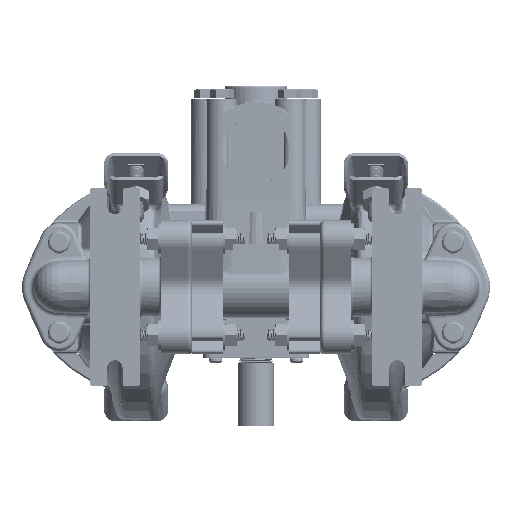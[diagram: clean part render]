
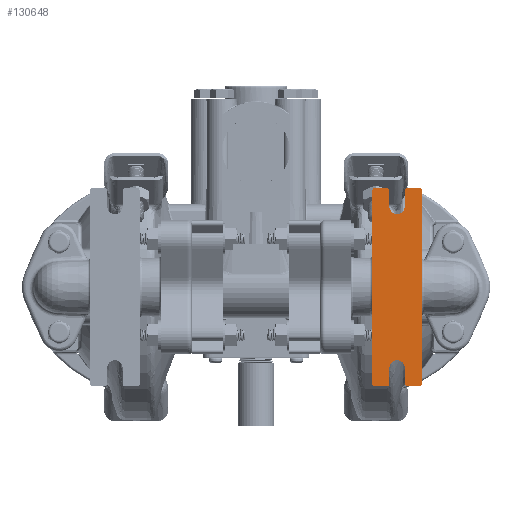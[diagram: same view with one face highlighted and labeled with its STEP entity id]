
A CAD part, front view. The second image highlights one B-rep face of the part: STEP entity #130648.
In plain terms, the highlighted planar face has unit normal (0.001, -1, 0).
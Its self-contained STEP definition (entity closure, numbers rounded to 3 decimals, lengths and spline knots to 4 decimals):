
#128052=CARTESIAN_POINT('',(3.2987,-5.5003,1.95));
#128053=DIRECTION('',(0.,-1.,0.));
#128054=DIRECTION('',(1.,0.,0.));
#128055=AXIS2_PLACEMENT_3D('',#128052,#128053,#128054);
#128057=DIRECTION('',(0.,0.,1.));
#128058=VECTOR('',#128057,3.9);
#128059=CARTESIAN_POINT('',(3.3487,-5.5003,-1.95));
#128060=LINE('',#128059,#128058);
#128061=CARTESIAN_POINT('',(3.2987,-5.5003,-1.95));
#128062=DIRECTION('',(0.,-1.,0.));
#128063=DIRECTION('',(0.,0.,-1.));
#128064=AXIS2_PLACEMENT_3D('',#128061,#128062,#128063);
#128066=DIRECTION('',(1.,0.,0.));
#128067=VECTOR('',#128066,0.245);
#128068=CARTESIAN_POINT('',(3.0537,-5.5004,-2.));
#128069=LINE('',#128068,#128067);
#128070=CARTESIAN_POINT('',(3.0537,-5.5004,-1.95));
#128071=DIRECTION('',(0.,-1.,0.));
#128072=DIRECTION('',(-1.,0.,0.));
#128073=AXIS2_PLACEMENT_3D('',#128070,#128071,#128072);
#128075=DIRECTION('',(0.,0.,-1.));
#128076=VECTOR('',#128075,0.32);
#128077=CARTESIAN_POINT('',(3.0037,-5.5005,-1.63));
#128078=LINE('',#128077,#128076);
#128079=CARTESIAN_POINT('',(2.8487,-5.5005,-1.63));
#128080=DIRECTION('',(0.,1.,0.));
#128081=DIRECTION('',(-1.,0.,0.));
#128082=AXIS2_PLACEMENT_3D('',#128079,#128080,#128081);
#128084=DIRECTION('',(0.,0.,1.));
#128085=VECTOR('',#128084,0.32);
#128086=CARTESIAN_POINT('',(2.6937,-5.5006,-1.95));
#128087=LINE('',#128086,#128085);
#128088=CARTESIAN_POINT('',(2.6437,-5.5006,-1.95));
#128089=DIRECTION('',(0.,-1.,0.));
#128090=DIRECTION('',(0.,0.,-1.));
#128091=AXIS2_PLACEMENT_3D('',#128088,#128089,#128090);
#128093=DIRECTION('',(1.,0.,0.));
#128094=VECTOR('',#128093,0.245);
#128095=CARTESIAN_POINT('',(2.3987,-5.5008,-2.));
#128096=LINE('',#128095,#128094);
#128097=CARTESIAN_POINT('',(2.3987,-5.5008,-1.95));
#128098=DIRECTION('',(0.,-1.,0.));
#128099=DIRECTION('',(-1.,0.,0.));
#128100=AXIS2_PLACEMENT_3D('',#128097,#128098,#128099);
#128102=DIRECTION('',(0.,0.,-1.));
#128103=VECTOR('',#128102,3.9);
#128104=CARTESIAN_POINT('',(2.3487,-5.5008,1.95));
#128105=LINE('',#128104,#128103);
#128106=CARTESIAN_POINT('',(2.3987,-5.5008,1.95));
#128107=DIRECTION('',(0.,-1.,0.));
#128108=DIRECTION('',(0.,0.,1.));
#128109=AXIS2_PLACEMENT_3D('',#128106,#128107,#128108);
#128111=DIRECTION('',(-1.,0.,0.));
#128112=VECTOR('',#128111,0.245);
#128113=CARTESIAN_POINT('',(2.6437,-5.5006,2.));
#128114=LINE('',#128113,#128112);
#128115=CARTESIAN_POINT('',(2.6437,-5.5006,1.95));
#128116=DIRECTION('',(0.,-1.,0.));
#128117=DIRECTION('',(1.,0.,0.));
#128118=AXIS2_PLACEMENT_3D('',#128115,#128116,#128117);
#128120=DIRECTION('',(0.,0.,1.));
#128121=VECTOR('',#128120,0.32);
#128122=CARTESIAN_POINT('',(2.6937,-5.5006,1.63));
#128123=LINE('',#128122,#128121);
#128124=CARTESIAN_POINT('',(2.8487,-5.5005,1.63));
#128125=DIRECTION('',(0.,1.,0.));
#128126=DIRECTION('',(1.,0.,0.));
#128127=AXIS2_PLACEMENT_3D('',#128124,#128125,#128126);
#128129=DIRECTION('',(0.,0.,-1.));
#128130=VECTOR('',#128129,0.32);
#128131=CARTESIAN_POINT('',(3.0037,-5.5005,1.95));
#128132=LINE('',#128131,#128130);
#128133=CARTESIAN_POINT('',(3.0537,-5.5004,1.95));
#128134=DIRECTION('',(0.,-1.,0.));
#128135=DIRECTION('',(0.,0.,1.));
#128136=AXIS2_PLACEMENT_3D('',#128133,#128134,#128135);
#128138=DIRECTION('',(-1.,0.,0.));
#128139=VECTOR('',#128138,0.245);
#128140=CARTESIAN_POINT('',(3.2987,-5.5003,2.));
#128141=LINE('',#128140,#128139);
#129195=CARTESIAN_POINT('',(3.0037,-5.5005,1.63));
#129196=CARTESIAN_POINT('',(2.6937,-5.5006,1.63));
#129197=VERTEX_POINT('',#129195);
#129198=VERTEX_POINT('',#129196);
#129199=CARTESIAN_POINT('',(2.6937,-5.5006,-1.63));
#129200=CARTESIAN_POINT('',(3.0037,-5.5005,-1.63));
#129201=VERTEX_POINT('',#129199);
#129202=VERTEX_POINT('',#129200);
#129280=CARTESIAN_POINT('',(3.3487,-5.5003,1.95));
#129281=CARTESIAN_POINT('',(3.2987,-5.5003,2.));
#129282=VERTEX_POINT('',#129280);
#129283=VERTEX_POINT('',#129281);
#129290=CARTESIAN_POINT('',(3.0537,-5.5004,2.));
#129291=CARTESIAN_POINT('',(3.0037,-5.5005,1.95));
#129292=VERTEX_POINT('',#129290);
#129293=VERTEX_POINT('',#129291);
#129308=CARTESIAN_POINT('',(2.6937,-5.5006,1.95));
#129309=CARTESIAN_POINT('',(2.6437,-5.5006,2.));
#129310=VERTEX_POINT('',#129308);
#129311=VERTEX_POINT('',#129309);
#129318=CARTESIAN_POINT('',(2.3987,-5.5008,2.));
#129319=CARTESIAN_POINT('',(2.3487,-5.5008,1.95));
#129320=VERTEX_POINT('',#129318);
#129321=VERTEX_POINT('',#129319);
#129368=CARTESIAN_POINT('',(3.3487,-5.5003,-1.95));
#129369=VERTEX_POINT('',#129368);
#129370=CARTESIAN_POINT('',(2.3487,-5.5008,-1.95));
#129371=VERTEX_POINT('',#129370);
#129388=CARTESIAN_POINT('',(2.3987,-5.5008,-2.));
#129389=VERTEX_POINT('',#129388);
#129390=CARTESIAN_POINT('',(2.6437,-5.5006,-2.));
#129391=CARTESIAN_POINT('',(2.6937,-5.5006,-1.95));
#129392=VERTEX_POINT('',#129390);
#129393=VERTEX_POINT('',#129391);
#129394=CARTESIAN_POINT('',(3.0037,-5.5005,-1.95));
#129395=CARTESIAN_POINT('',(3.0537,-5.5004,-2.));
#129396=VERTEX_POINT('',#129394);
#129397=VERTEX_POINT('',#129395);
#129398=CARTESIAN_POINT('',(3.2987,-5.5003,-2.));
#129399=VERTEX_POINT('',#129398);
#130603=CARTESIAN_POINT('',(2.3487,-5.5008,0.));
#130604=DIRECTION('',(0.,-1.,0.));
#130605=DIRECTION('',(-1.,0.,0.));
#130606=AXIS2_PLACEMENT_3D('',#130603,#130604,#130605);
#130607=PLANE('',#130606);
#130609=ORIENTED_EDGE('',*,*,#130608,.F.);
#130610=ORIENTED_EDGE('',*,*,#130494,.F.);
#130612=ORIENTED_EDGE('',*,*,#130611,.F.);
#130614=ORIENTED_EDGE('',*,*,#130613,.F.);
#130616=ORIENTED_EDGE('',*,*,#130615,.F.);
#130618=ORIENTED_EDGE('',*,*,#130617,.F.);
#130620=ORIENTED_EDGE('',*,*,#130619,.F.);
#130622=ORIENTED_EDGE('',*,*,#130621,.F.);
#130624=ORIENTED_EDGE('',*,*,#130623,.F.);
#130626=ORIENTED_EDGE('',*,*,#130625,.F.);
#130628=ORIENTED_EDGE('',*,*,#130627,.F.);
#130629=ORIENTED_EDGE('',*,*,#130422,.F.);
#130631=ORIENTED_EDGE('',*,*,#130630,.F.);
#130633=ORIENTED_EDGE('',*,*,#130632,.F.);
#130635=ORIENTED_EDGE('',*,*,#130634,.F.);
#130637=ORIENTED_EDGE('',*,*,#130636,.F.);
#130639=ORIENTED_EDGE('',*,*,#130638,.F.);
#130641=ORIENTED_EDGE('',*,*,#130640,.F.);
#130643=ORIENTED_EDGE('',*,*,#130642,.F.);
#130645=ORIENTED_EDGE('',*,*,#130644,.F.);
#130646=EDGE_LOOP('',(#130609,#130610,#130612,#130614,#130616,#130618,#130620,
#130622,#130624,#130626,#130628,#130629,#130631,#130633,#130635,#130637,#130639,
#130641,#130643,#130645));
#130647=FACE_OUTER_BOUND('',#130646,.F.);
#130648=ADVANCED_FACE('',(#130647),#130607,.T.);
#128056=CIRCLE('',#128055,0.05);
#128065=CIRCLE('',#128064,0.05);
#128074=CIRCLE('',#128073,0.05);
#128083=CIRCLE('',#128082,0.155);
#128092=CIRCLE('',#128091,0.05);
#128101=CIRCLE('',#128100,0.05);
#128110=CIRCLE('',#128109,0.05);
#128119=CIRCLE('',#128118,0.05);
#128128=CIRCLE('',#128127,0.155);
#128137=CIRCLE('',#128136,0.05);
#130422=EDGE_CURVE('',#129321,#129371,#128105,.T.);
#130494=EDGE_CURVE('',#129369,#129282,#128060,.T.);
#130608=EDGE_CURVE('',#129282,#129283,#128056,.T.);
#130611=EDGE_CURVE('',#129399,#129369,#128065,.T.);
#130613=EDGE_CURVE('',#129397,#129399,#128069,.T.);
#130615=EDGE_CURVE('',#129396,#129397,#128074,.T.);
#130617=EDGE_CURVE('',#129202,#129396,#128078,.T.);
#130619=EDGE_CURVE('',#129201,#129202,#128083,.T.);
#130621=EDGE_CURVE('',#129393,#129201,#128087,.T.);
#130623=EDGE_CURVE('',#129392,#129393,#128092,.T.);
#130625=EDGE_CURVE('',#129389,#129392,#128096,.T.);
#130627=EDGE_CURVE('',#129371,#129389,#128101,.T.);
#130630=EDGE_CURVE('',#129320,#129321,#128110,.T.);
#130632=EDGE_CURVE('',#129311,#129320,#128114,.T.);
#130634=EDGE_CURVE('',#129310,#129311,#128119,.T.);
#130636=EDGE_CURVE('',#129198,#129310,#128123,.T.);
#130638=EDGE_CURVE('',#129197,#129198,#128128,.T.);
#130640=EDGE_CURVE('',#129293,#129197,#128132,.T.);
#130642=EDGE_CURVE('',#129292,#129293,#128137,.T.);
#130644=EDGE_CURVE('',#129283,#129292,#128141,.T.);
